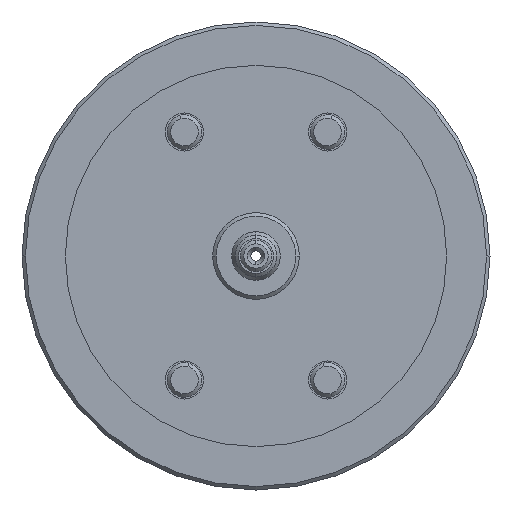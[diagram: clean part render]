
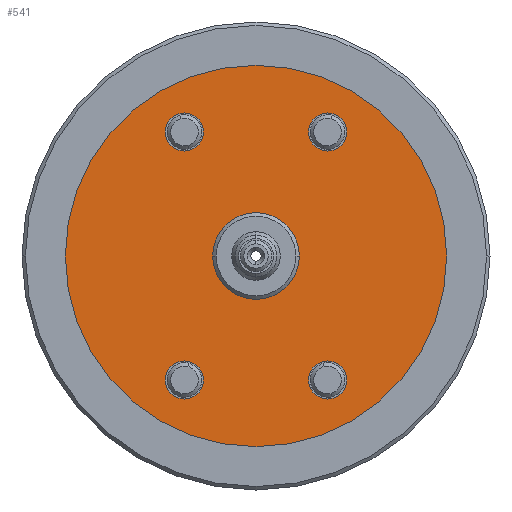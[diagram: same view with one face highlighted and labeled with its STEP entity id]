
A CAD part, left-side view. The second image highlights one B-rep face of the part: STEP entity #541.
In plain terms, the highlighted planar face has unit normal (-1, 0, 0).
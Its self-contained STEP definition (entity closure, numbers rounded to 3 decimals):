
#22 = VERTEX_POINT ( 'NONE', #1042 ) ;
#69 = DIRECTION ( 'NONE',  ( -1., 0., 0. ) ) ;
#108 = DIRECTION ( 'NONE',  ( -1., 0., 0. ) ) ;
#160 = PLANE ( 'NONE',  #1263 ) ;
#371 = CARTESIAN_POINT ( 'NONE',  ( 5., -20.65, 41.267 ) ) ;
#375 = ORIENTED_EDGE ( 'NONE', *, *, #5679, .F. ) ;
#460 = CIRCLE ( 'NONE', #5797, 55. ) ;
#462 = CIRCLE ( 'NONE', #825, 12.5 ) ;
#496 = DIRECTION ( 'NONE',  ( -1., 0., 0. ) ) ;
#506 = EDGE_LOOP ( 'NONE', ( #3112, #5043 ) ) ;
#541 = ADVANCED_FACE ( 'NONE', ( #6343, #960, #4963, #2182, #778, #6184 ), #160, .T. ) ;
#595 = EDGE_CURVE ( 'NONE', #3540, #22, #1849, .T. ) ;
#674 = EDGE_LOOP ( 'NONE', ( #375, #5252 ) ) ;
#744 = ORIENTED_EDGE ( 'NONE', *, *, #2689, .F. ) ;
#778 = FACE_OUTER_BOUND ( 'NONE', #2364, .T. ) ;
#779 = DIRECTION ( 'NONE',  ( -1., 0., 0. ) ) ;
#791 = EDGE_CURVE ( 'NONE', #5096, #1729, #3496, .T. ) ;
#819 = ORIENTED_EDGE ( 'NONE', *, *, #2702, .F. ) ;
#821 = CARTESIAN_POINT ( 'NONE',  ( 5., 20.65, -35.767 ) ) ;
#825 = AXIS2_PLACEMENT_3D ( 'NONE', #2667, #6315, #3202 ) ;
#845 = VERTEX_POINT ( 'NONE', #4584 ) ;
#866 = VERTEX_POINT ( 'NONE', #2585 ) ;
#919 = CARTESIAN_POINT ( 'NONE',  ( 5., 20.65, -41.267 ) ) ;
#934 = VERTEX_POINT ( 'NONE', #371 ) ;
#960 = FACE_BOUND ( 'NONE', #506, .T. ) ;
#1042 = CARTESIAN_POINT ( 'NONE',  ( 5., 12.5, 0. ) ) ;
#1076 = EDGE_CURVE ( 'NONE', #845, #866, #1114, .T. ) ;
#1079 = VERTEX_POINT ( 'NONE', #4145 ) ;
#1114 = CIRCLE ( 'NONE', #5477, 55. ) ;
#1133 = AXIS2_PLACEMENT_3D ( 'NONE', #5622, #2490, #5107 ) ;
#1160 = DIRECTION ( 'NONE',  ( -1., 0., 0. ) ) ;
#1229 = ORIENTED_EDGE ( 'NONE', *, *, #2781, .F. ) ;
#1251 = AXIS2_PLACEMENT_3D ( 'NONE', #2234, #5887, #2765 ) ;
#1263 = AXIS2_PLACEMENT_3D ( 'NONE', #4321, #5352, #1684 ) ;
#1353 = DIRECTION ( 'NONE',  ( 0., -1., 0. ) ) ;
#1371 = ORIENTED_EDGE ( 'NONE', *, *, #791, .F. ) ;
#1378 = AXIS2_PLACEMENT_3D ( 'NONE', #3628, #496, #4154 ) ;
#1684 = DIRECTION ( 'NONE',  ( 0., -1., 0. ) ) ;
#1729 = VERTEX_POINT ( 'NONE', #919 ) ;
#1849 = CIRCLE ( 'NONE', #1965, 12.5 ) ;
#1965 = AXIS2_PLACEMENT_3D ( 'NONE', #6340, #2699, #5817 ) ;
#2161 = EDGE_CURVE ( 'NONE', #1079, #4829, #4460, .T. ) ;
#2182 = FACE_BOUND ( 'NONE', #5630, .T. ) ;
#2234 = CARTESIAN_POINT ( 'NONE',  ( 5., -20.65, 35.767 ) ) ;
#2258 = DIRECTION ( 'NONE',  ( -1., 0., 0. ) ) ;
#2297 = EDGE_LOOP ( 'NONE', ( #3361, #1371 ) ) ;
#2364 = EDGE_LOOP ( 'NONE', ( #6266, #2789 ) ) ;
#2490 = DIRECTION ( 'NONE',  ( -1., 0., 0. ) ) ;
#2572 = CIRCLE ( 'NONE', #1378, 5.5 ) ;
#2585 = CARTESIAN_POINT ( 'NONE',  ( 5., 55., 0. ) ) ;
#2667 = CARTESIAN_POINT ( 'NONE',  ( 5., 0., 0. ) ) ;
#2689 = EDGE_CURVE ( 'NONE', #4600, #3692, #3230, .T. ) ;
#2699 = DIRECTION ( 'NONE',  ( -1., 0., 0. ) ) ;
#2702 = EDGE_CURVE ( 'NONE', #22, #3540, #462, .T. ) ;
#2765 = DIRECTION ( 'NONE',  ( 0., -1., 0. ) ) ;
#2781 = EDGE_CURVE ( 'NONE', #3692, #4600, #5518, .T. ) ;
#2789 = ORIENTED_EDGE ( 'NONE', *, *, #5844, .T. ) ;
#2986 = DIRECTION ( 'NONE',  ( -1., 0., 0. ) ) ;
#3112 = ORIENTED_EDGE ( 'NONE', *, *, #2161, .F. ) ;
#3176 = CARTESIAN_POINT ( 'NONE',  ( 5., -20.65, -35.767 ) ) ;
#3188 = ORIENTED_EDGE ( 'NONE', *, *, #595, .F. ) ;
#3190 = CARTESIAN_POINT ( 'NONE',  ( 5., 20.65, 41.267 ) ) ;
#3202 = DIRECTION ( 'NONE',  ( 0., -1., 0. ) ) ;
#3223 = CARTESIAN_POINT ( 'NONE',  ( 5., 20.65, 35.767 ) ) ;
#3230 = CIRCLE ( 'NONE', #5865, 5.5 ) ;
#3306 = AXIS2_PLACEMENT_3D ( 'NONE', #4296, #1160, #4816 ) ;
#3361 = ORIENTED_EDGE ( 'NONE', *, *, #3400, .F. ) ;
#3363 = VERTEX_POINT ( 'NONE', #5041 ) ;
#3400 = EDGE_CURVE ( 'NONE', #1729, #5096, #6544, .T. ) ;
#3496 = CIRCLE ( 'NONE', #1133, 5.5 ) ;
#3540 = VERTEX_POINT ( 'NONE', #6174 ) ;
#3628 = CARTESIAN_POINT ( 'NONE',  ( 5., -20.65, 35.767 ) ) ;
#3692 = VERTEX_POINT ( 'NONE', #5067 ) ;
#3711 = DIRECTION ( 'NONE',  ( 0., -1., 0. ) ) ;
#3745 = DIRECTION ( 'NONE',  ( 0., -1., 0. ) ) ;
#3880 = CIRCLE ( 'NONE', #4163, 5.5 ) ;
#3933 = CARTESIAN_POINT ( 'NONE',  ( 5., 0., 0. ) ) ;
#4072 = CARTESIAN_POINT ( 'NONE',  ( 5., -20.65, -41.267 ) ) ;
#4099 = AXIS2_PLACEMENT_3D ( 'NONE', #821, #4490, #1353 ) ;
#4145 = CARTESIAN_POINT ( 'NONE',  ( 5., 20.65, 30.267 ) ) ;
#4154 = DIRECTION ( 'NONE',  ( 0., -1., 0. ) ) ;
#4163 = AXIS2_PLACEMENT_3D ( 'NONE', #3223, #108, #3745 ) ;
#4296 = CARTESIAN_POINT ( 'NONE',  ( 5., -20.65, -35.767 ) ) ;
#4321 = CARTESIAN_POINT ( 'NONE',  ( 5., -12.5, 0. ) ) ;
#4457 = DIRECTION ( 'NONE',  ( 0., -1., 0. ) ) ;
#4460 = CIRCLE ( 'NONE', #4738, 5.5 ) ;
#4490 = DIRECTION ( 'NONE',  ( -1., 0., 0. ) ) ;
#4584 = CARTESIAN_POINT ( 'NONE',  ( 5., -55., 0. ) ) ;
#4600 = VERTEX_POINT ( 'NONE', #4072 ) ;
#4738 = AXIS2_PLACEMENT_3D ( 'NONE', #5398, #2258, #5906 ) ;
#4816 = DIRECTION ( 'NONE',  ( 0., -1., 0. ) ) ;
#4829 = VERTEX_POINT ( 'NONE', #3190 ) ;
#4944 = CARTESIAN_POINT ( 'NONE',  ( 5., 20.65, -30.267 ) ) ;
#4963 = FACE_BOUND ( 'NONE', #2297, .T. ) ;
#5041 = CARTESIAN_POINT ( 'NONE',  ( 5., -20.65, 30.267 ) ) ;
#5043 = ORIENTED_EDGE ( 'NONE', *, *, #6313, .F. ) ;
#5067 = CARTESIAN_POINT ( 'NONE',  ( 5., -20.65, -30.267 ) ) ;
#5096 = VERTEX_POINT ( 'NONE', #4944 ) ;
#5107 = DIRECTION ( 'NONE',  ( 0., -1., 0. ) ) ;
#5252 = ORIENTED_EDGE ( 'NONE', *, *, #5412, .F. ) ;
#5352 = DIRECTION ( 'NONE',  ( -1., 0., 0. ) ) ;
#5398 = CARTESIAN_POINT ( 'NONE',  ( 5., 20.65, 35.767 ) ) ;
#5412 = EDGE_CURVE ( 'NONE', #934, #3363, #2572, .T. ) ;
#5477 = AXIS2_PLACEMENT_3D ( 'NONE', #6098, #2986, #6614 ) ;
#5518 = CIRCLE ( 'NONE', #3306, 5.5 ) ;
#5622 = CARTESIAN_POINT ( 'NONE',  ( 5., 20.65, -35.767 ) ) ;
#5630 = EDGE_LOOP ( 'NONE', ( #744, #1229 ) ) ;
#5679 = EDGE_CURVE ( 'NONE', #3363, #934, #6633, .T. ) ;
#5797 = AXIS2_PLACEMENT_3D ( 'NONE', #3933, #779, #4457 ) ;
#5817 = DIRECTION ( 'NONE',  ( 0., -1., 0. ) ) ;
#5844 = EDGE_CURVE ( 'NONE', #866, #845, #460, .T. ) ;
#5854 = EDGE_LOOP ( 'NONE', ( #3188, #819 ) ) ;
#5865 = AXIS2_PLACEMENT_3D ( 'NONE', #3176, #69, #3711 ) ;
#5887 = DIRECTION ( 'NONE',  ( -1., 0., 0. ) ) ;
#5906 = DIRECTION ( 'NONE',  ( 0., -1., 0. ) ) ;
#6098 = CARTESIAN_POINT ( 'NONE',  ( 5., 0., 0. ) ) ;
#6174 = CARTESIAN_POINT ( 'NONE',  ( 5., -12.5, 0. ) ) ;
#6184 = FACE_BOUND ( 'NONE', #5854, .T. ) ;
#6266 = ORIENTED_EDGE ( 'NONE', *, *, #1076, .T. ) ;
#6313 = EDGE_CURVE ( 'NONE', #4829, #1079, #3880, .T. ) ;
#6315 = DIRECTION ( 'NONE',  ( -1., 0., 0. ) ) ;
#6340 = CARTESIAN_POINT ( 'NONE',  ( 5., 0., 0. ) ) ;
#6343 = FACE_BOUND ( 'NONE', #674, .T. ) ;
#6544 = CIRCLE ( 'NONE', #4099, 5.5 ) ;
#6614 = DIRECTION ( 'NONE',  ( 0., -1., 0. ) ) ;
#6633 = CIRCLE ( 'NONE', #1251, 5.5 ) ;
